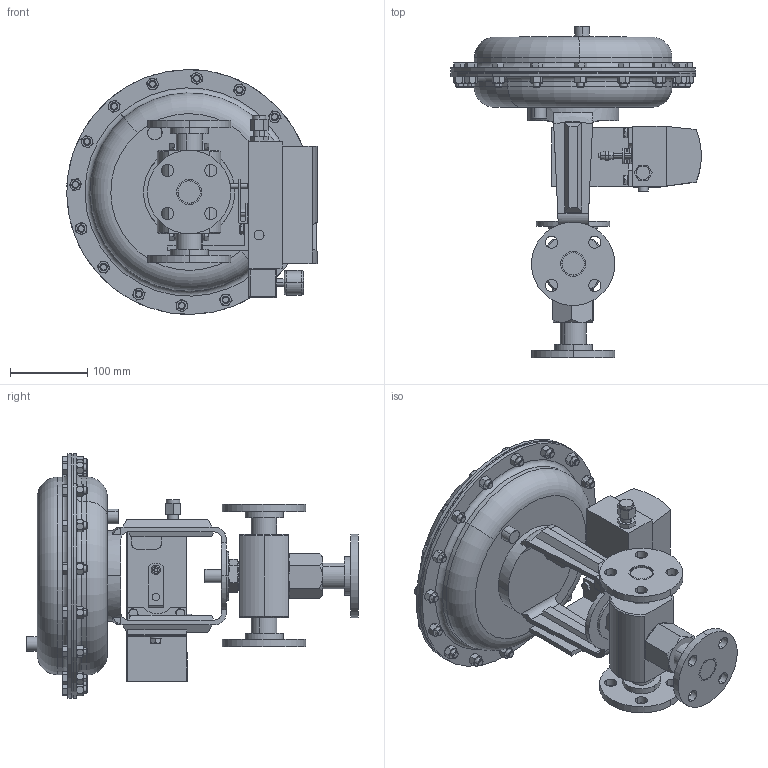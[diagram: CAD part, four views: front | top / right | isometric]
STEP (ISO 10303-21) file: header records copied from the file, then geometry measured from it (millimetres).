
FILE_DESCRIPTION (( 'STEP AP203' ), '1' );
FILE_NAME ('8000TSP-100-BR+CB+SB-R5-55M-16IQ.step', '2017-09-20T12:15:12', ( '' ), ( '' ), 'SwSTEP 2.0', 'SolidWorks 2014', '' );
FILE_SCHEMA (( 'CONFIG_CONTROL_DESIGN' ));
Length unit declared in the file: inch
Products named in the file (1): 8000TSP-100-BR+CB+SB-R5-55M-16IQ
Bounding box: 324.8 x 430.36 x 317.42 mm (x, y, z)
Volume: 6954429.4 mm3; surface area: 951810.2 mm2
Topology: 56 solids, 56 shells, 1132 faces, 2469 edges, 1495 vertices
Faces by surface type: plane 486, cone 408, cylinder 202, torus 30, bspline 4, sphere 2
Entity records: 33334 total; most frequent: CARTESIAN_POINT 9365, ORIENTED_EDGE 4930, DIRECTION 4871, EDGE_CURVE 2465, AXIS2_PLACEMENT_3D 1985, VERTEX_POINT 1495, EDGE_LOOP 1220, ADVANCED_FACE 1132
